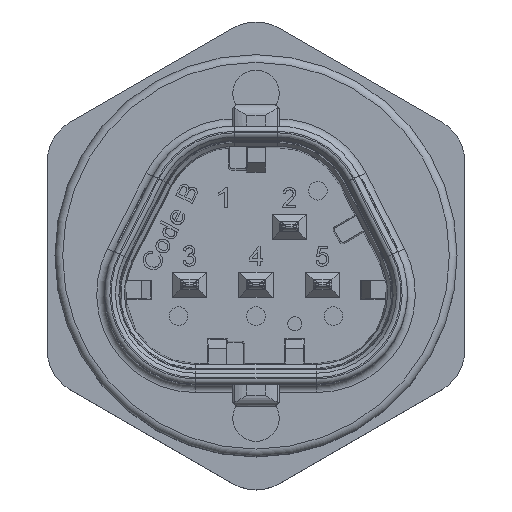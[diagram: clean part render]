
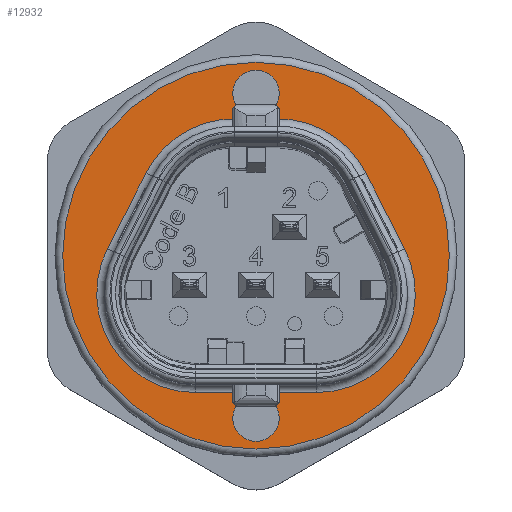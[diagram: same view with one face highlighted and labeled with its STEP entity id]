
A CAD part, top view. The second image highlights one B-rep face of the part: STEP entity #12932.
In plain terms, the highlighted planar face has unit normal (0, 0, 1).
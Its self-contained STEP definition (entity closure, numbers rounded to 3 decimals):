
#7194=FACE_BOUND('',#15729,.T.);
#7195=FACE_BOUND('',#15730,.T.);
#7196=FACE_BOUND('',#15731,.T.);
#7197=FACE_BOUND('',#15732,.T.);
#8970=LINE('',#38534,#10928);
#8971=LINE('',#38551,#10929);
#8974=LINE('',#38558,#10932);
#8976=LINE('',#38573,#10934);
#10928=VECTOR('',#31302,1.);
#10929=VECTOR('',#31323,1.);
#10932=VECTOR('',#31330,1.);
#10934=VECTOR('',#31350,1.);
#12932=ADVANCED_FACE('',(#7194,#7195,#7196,#7197),#13667,.T.);
#13667=PLANE('',#27795);
#15729=EDGE_LOOP('',(#20503));
#15730=EDGE_LOOP('',(#20504));
#15731=EDGE_LOOP('',(#20505));
#15732=EDGE_LOOP('',(#20506,#20507,#20508,#20509,#20510,#20511,#20512,#20513));
#20503=ORIENTED_EDGE('',*,*,#25828,.T.);
#20504=ORIENTED_EDGE('',*,*,#25830,.F.);
#20505=ORIENTED_EDGE('',*,*,#25832,.F.);
#20506=ORIENTED_EDGE('',*,*,#25184,.T.);
#20507=ORIENTED_EDGE('',*,*,#25178,.T.);
#20508=ORIENTED_EDGE('',*,*,#25180,.T.);
#20509=ORIENTED_EDGE('',*,*,#25186,.T.);
#20510=ORIENTED_EDGE('',*,*,#25192,.T.);
#20511=ORIENTED_EDGE('',*,*,#25198,.T.);
#20512=ORIENTED_EDGE('',*,*,#25196,.T.);
#20513=ORIENTED_EDGE('',*,*,#25190,.T.);
#22702=VERTEX_POINT('',#38528);
#22705=VERTEX_POINT('',#38533);
#22707=VERTEX_POINT('',#38538);
#22708=VERTEX_POINT('',#38543);
#22711=VERTEX_POINT('',#38550);
#22712=VERTEX_POINT('',#38555);
#22715=VERTEX_POINT('',#38562);
#22716=VERTEX_POINT('',#38567);
#23108=VERTEX_POINT('',#40361);
#23110=VERTEX_POINT('',#40366);
#23112=VERTEX_POINT('',#40372);
#25178=EDGE_CURVE('',#22702,#22705,#8970,.T.);
#25180=EDGE_CURVE('',#22705,#22707,#26266,.T.);
#25184=EDGE_CURVE('',#22708,#22702,#26270,.T.);
#25186=EDGE_CURVE('',#22707,#22711,#8971,.T.);
#25190=EDGE_CURVE('',#22712,#22708,#8974,.T.);
#25192=EDGE_CURVE('',#22711,#22715,#26274,.T.);
#25196=EDGE_CURVE('',#22716,#22712,#26278,.T.);
#25198=EDGE_CURVE('',#22715,#22716,#8976,.T.);
#25828=EDGE_CURVE('',#23108,#23108,#26399,.T.);
#25830=EDGE_CURVE('',#23110,#23110,#26401,.T.);
#25832=EDGE_CURVE('',#23112,#23112,#26403,.T.);
#26266=CIRCLE('',#27388,6.4);
#26270=CIRCLE('',#27393,6.4);
#26274=CIRCLE('',#27400,6.4);
#26278=CIRCLE('',#27405,6.4);
#26399=CIRCLE('',#27782,12.5);
#26401=CIRCLE('',#27785,1.5);
#26403=CIRCLE('',#27789,1.5);
#27388=AXIS2_PLACEMENT_3D('',#38539,#31307,#31308);
#27393=AXIS2_PLACEMENT_3D('',#38546,#31317,#31318);
#27400=AXIS2_PLACEMENT_3D('',#38563,#31335,#31336);
#27405=AXIS2_PLACEMENT_3D('',#38570,#31345,#31346);
#27782=AXIS2_PLACEMENT_3D('',#40360,#32505,#32506);
#27785=AXIS2_PLACEMENT_3D('',#40365,#32511,#32512);
#27789=AXIS2_PLACEMENT_3D('',#40371,#32519,#32520);
#27795=AXIS2_PLACEMENT_3D('',#40379,#32531,#32532);
#31302=DIRECTION('',(0.454,-0.891,0.));
#31307=DIRECTION('',(0.,0.,-1.));
#31308=DIRECTION('',(1.,0.,0.));
#31317=DIRECTION('',(0.,0.,-1.));
#31318=DIRECTION('',(1.,0.,0.));
#31323=DIRECTION('',(-1.,0.,0.));
#31330=DIRECTION('',(1.,0.,0.));
#31335=DIRECTION('',(0.,0.,-1.));
#31336=DIRECTION('',(1.,0.,0.));
#31345=DIRECTION('',(0.,0.,-1.));
#31346=DIRECTION('',(1.,0.,0.));
#31350=DIRECTION('',(0.454,0.891,0.));
#32505=DIRECTION('',(0.,0.,1.));
#32506=DIRECTION('',(0.,-1.,0.));
#32511=DIRECTION('',(0.,0.,1.));
#32512=DIRECTION('',(0.,-1.,0.));
#32519=DIRECTION('',(0.,0.,1.));
#32520=DIRECTION('',(0.,-1.,0.));
#32531=DIRECTION('',(0.,0.,1.));
#32532=DIRECTION('',(0.,-1.,0.));
#38528=CARTESIAN_POINT('',(7.101,5.359,11.35));
#38533=CARTESIAN_POINT('',(9.601,0.459,11.35));
#38534=CARTESIAN_POINT('',(7.803,3.982,11.35));
#38538=CARTESIAN_POINT('',(3.9,-8.85,11.35));
#38539=CARTESIAN_POINT('',(3.9,-2.45,11.35));
#38543=CARTESIAN_POINT('',(1.4,8.85,11.35));
#38546=CARTESIAN_POINT('',(1.4,2.45,11.35));
#38550=CARTESIAN_POINT('',(-3.9,-8.85,11.35));
#38551=CARTESIAN_POINT('',(0.,-8.85,11.35));
#38555=CARTESIAN_POINT('',(-1.4,8.85,11.35));
#38558=CARTESIAN_POINT('',(0.,8.85,11.35));
#38562=CARTESIAN_POINT('',(-9.601,0.459,11.35));
#38563=CARTESIAN_POINT('',(-3.9,-2.45,11.35));
#38567=CARTESIAN_POINT('',(-7.101,5.359,11.35));
#38570=CARTESIAN_POINT('',(-1.4,2.45,11.35));
#38573=CARTESIAN_POINT('',(-7.803,3.982,11.35));
#40360=CARTESIAN_POINT('',(0.,0.,11.35));
#40361=CARTESIAN_POINT('',(0.,-12.5,11.35));
#40365=CARTESIAN_POINT('',(0.,10.5,11.35));
#40366=CARTESIAN_POINT('',(0.,9.,11.35));
#40371=CARTESIAN_POINT('',(0.,-10.5,11.35));
#40372=CARTESIAN_POINT('',(0.,-12.,11.35));
#40379=CARTESIAN_POINT('',(0.,0.,11.35));
